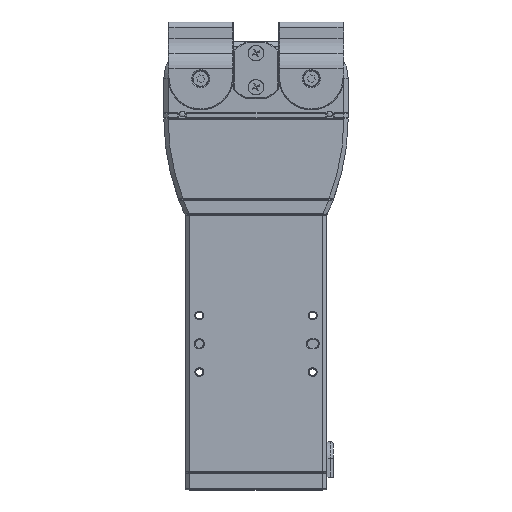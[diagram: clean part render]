
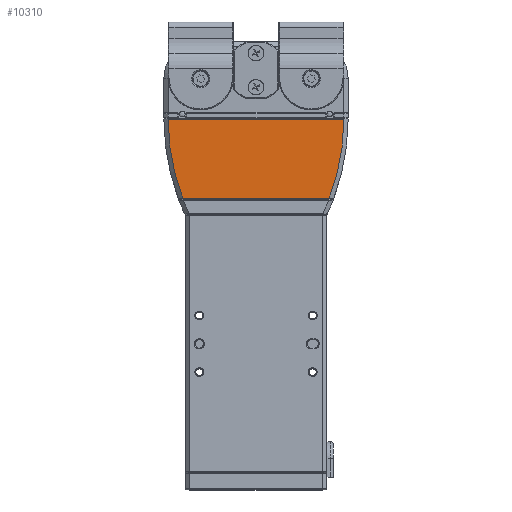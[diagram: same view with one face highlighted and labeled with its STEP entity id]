
A CAD part, top view. The second image highlights one B-rep face of the part: STEP entity #10310.
In plain terms, the highlighted face is planar.
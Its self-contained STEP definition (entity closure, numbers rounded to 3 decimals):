
#20 = EDGE_CURVE ( 'NONE', #30954, #1120, #22699, .T. ) ;
#968 = CARTESIAN_POINT ( 'NONE',  ( -30.998, -17., 33.7 ) ) ;
#1120 = VERTEX_POINT ( 'NONE', #26822 ) ;
#2123 = ORIENTED_EDGE ( 'NONE', *, *, #36324, .T. ) ;
#2691 = DIRECTION ( 'NONE',  ( 0., -1., 0. ) ) ;
#3223 = ORIENTED_EDGE ( 'NONE', *, *, #29530, .T. ) ;
#3380 = ORIENTED_EDGE ( 'NONE', *, *, #20, .T. ) ;
#3795 = DIRECTION ( 'NONE',  ( 1., 0., 0. ) ) ;
#3992 = DIRECTION ( 'NONE',  ( 0., 1., 0. ) ) ;
#4132 = VERTEX_POINT ( 'NONE', #11445 ) ;
#4274 = CARTESIAN_POINT ( 'NONE',  ( -25.858, -17., 5.906 ) ) ;
#5039 = LINE ( 'NONE', #18954, #29304 ) ;
#5939 = B_SPLINE_CURVE_WITH_KNOTS ( 'NONE', 3,
 ( #12628, #26216, #39426, #9232 ),
 .UNSPECIFIED., .F., .F.,
 ( 4, 4 ),
 ( 0., 1. ),
 .UNSPECIFIED. ) ;
#6612 = EDGE_CURVE ( 'NONE', #39788, #4132, #36005, .T. ) ;
#6645 = CARTESIAN_POINT ( 'NONE',  ( 30.998, -17., 33.7 ) ) ;
#6695 = EDGE_CURVE ( 'NONE', #7147, #30954, #5039, .T. ) ;
#7147 = VERTEX_POINT ( 'NONE', #32461 ) ;
#7445 = FACE_OUTER_BOUND ( 'NONE', #35078, .T. ) ;
#7782 = CARTESIAN_POINT ( 'NONE',  ( 25.755, -17., 5.835 ) ) ;
#9232 = CARTESIAN_POINT ( 'NONE',  ( -25.703, -17., 5.8 ) ) ;
#9264 = ORIENTED_EDGE ( 'NONE', *, *, #34302, .T. ) ;
#10092 = CARTESIAN_POINT ( 'NONE',  ( 30.999, -17., 33.699 ) ) ;
#10310 = ADVANCED_FACE ( 'NONE', ( #7445 ), #21234, .F. ) ;
#11445 = CARTESIAN_POINT ( 'NONE',  ( 25.858, -17., 5.906 ) ) ;
#12628 = CARTESIAN_POINT ( 'NONE',  ( -25.858, -17., 5.906 ) ) ;
#14942 = CARTESIAN_POINT ( 'NONE',  ( -30.999, -17., 33.7 ) ) ;
#15877 = CARTESIAN_POINT ( 'NONE',  ( 48.317, -17., 34. ) ) ;
#16616 = DIRECTION ( 'NONE',  ( 0., 0., 1. ) ) ;
#16785 = B_SPLINE_CURVE_WITH_KNOTS ( 'NONE', 3,
 ( #10092, #23751, #37059, #6645 ),
 .UNSPECIFIED., .F., .F.,
 ( 4, 4 ),
 ( 0., 1. ),
 .UNSPECIFIED. ) ;
#17922 = DIRECTION ( 'NONE',  ( 0., 0., 1. ) ) ;
#18567 = CARTESIAN_POINT ( 'NONE',  ( 30.999, -17., 33.699 ) ) ;
#18909 = EDGE_CURVE ( 'NONE', #1120, #23410, #24025, .T. ) ;
#18954 = CARTESIAN_POINT ( 'NONE',  ( -31., -17., 33.7 ) ) ;
#21066 = LINE ( 'NONE', #34385, #37656 ) ;
#21234 = PLANE ( 'NONE',  #36808 ) ;
#21573 = CARTESIAN_POINT ( 'NONE',  ( 25.806, -17., 5.871 ) ) ;
#22699 = B_SPLINE_CURVE_WITH_KNOTS ( 'NONE', 3,
 ( #968, #14942, #28491, #41691 ),
 .UNSPECIFIED., .F., .F.,
 ( 4, 4 ),
 ( 0., 1. ),
 .UNSPECIFIED. ) ;
#23410 = VERTEX_POINT ( 'NONE', #4274 ) ;
#23751 = CARTESIAN_POINT ( 'NONE',  ( 30.999, -17., 33.699 ) ) ;
#23794 = CARTESIAN_POINT ( 'NONE',  ( -30.998, -17., 33.7 ) ) ;
#23999 = AXIS2_PLACEMENT_3D ( 'NONE', #15877, #29369, #42564 ) ;
#24025 = CIRCLE ( 'NONE', #23999, 79.317 ) ;
#24329 = AXIS2_PLACEMENT_3D ( 'NONE', #33347, #2691, #16616 ) ;
#26216 = CARTESIAN_POINT ( 'NONE',  ( -25.806, -17., 5.871 ) ) ;
#26822 = CARTESIAN_POINT ( 'NONE',  ( -30.999, -17., 33.699 ) ) ;
#27402 = ORIENTED_EDGE ( 'NONE', *, *, #6695, .T. ) ;
#27607 = EDGE_CURVE ( 'NONE', #37207, #39788, #21066, .T. ) ;
#28491 = CARTESIAN_POINT ( 'NONE',  ( -30.999, -17., 33.699 ) ) ;
#29251 = CIRCLE ( 'NONE', #24329, 79.317 ) ;
#29304 = VECTOR ( 'NONE', #32300, 1000. ) ;
#29369 = DIRECTION ( 'NONE',  ( 0., -1., 0. ) ) ;
#29530 = EDGE_CURVE ( 'NONE', #23410, #37207, #5939, .T. ) ;
#30352 = CARTESIAN_POINT ( 'NONE',  ( 25.703, -17., 5.8 ) ) ;
#30954 = VERTEX_POINT ( 'NONE', #23794 ) ;
#32300 = DIRECTION ( 'NONE',  ( -1., 0., 0. ) ) ;
#32461 = CARTESIAN_POINT ( 'NONE',  ( 30.998, -17., 33.7 ) ) ;
#33347 = CARTESIAN_POINT ( 'NONE',  ( -48.317, -17., 34. ) ) ;
#34302 = EDGE_CURVE ( 'NONE', #39493, #7147, #16785, .T. ) ;
#34385 = CARTESIAN_POINT ( 'NONE',  ( 25.703, -17., 5.8 ) ) ;
#34562 = CARTESIAN_POINT ( 'NONE',  ( -32.5, -17., 34. ) ) ;
#34883 = CARTESIAN_POINT ( 'NONE',  ( 25.858, -17., 5.906 ) ) ;
#35078 = EDGE_LOOP ( 'NONE', ( #41351, #3223, #35566, #40454, #2123, #9264, #27402, #3380 ) ) ;
#35566 = ORIENTED_EDGE ( 'NONE', *, *, #27607, .T. ) ;
#36005 = B_SPLINE_CURVE_WITH_KNOTS ( 'NONE', 3,
 ( #38079, #7782, #21573, #34883 ),
 .UNSPECIFIED., .F., .F.,
 ( 4, 4 ),
 ( 0., 1. ),
 .UNSPECIFIED. ) ;
#36324 = EDGE_CURVE ( 'NONE', #4132, #39493, #29251, .T. ) ;
#36808 = AXIS2_PLACEMENT_3D ( 'NONE', #34562, #3992, #17922 ) ;
#37059 = CARTESIAN_POINT ( 'NONE',  ( 30.999, -17., 33.7 ) ) ;
#37207 = VERTEX_POINT ( 'NONE', #42260 ) ;
#37656 = VECTOR ( 'NONE', #3795, 1000. ) ;
#38079 = CARTESIAN_POINT ( 'NONE',  ( 25.703, -17., 5.8 ) ) ;
#39426 = CARTESIAN_POINT ( 'NONE',  ( -25.755, -17., 5.835 ) ) ;
#39493 = VERTEX_POINT ( 'NONE', #18567 ) ;
#39788 = VERTEX_POINT ( 'NONE', #30352 ) ;
#40454 = ORIENTED_EDGE ( 'NONE', *, *, #6612, .T. ) ;
#41351 = ORIENTED_EDGE ( 'NONE', *, *, #18909, .T. ) ;
#41691 = CARTESIAN_POINT ( 'NONE',  ( -30.999, -17., 33.699 ) ) ;
#42260 = CARTESIAN_POINT ( 'NONE',  ( -25.703, -17., 5.8 ) ) ;
#42564 = DIRECTION ( 'NONE',  ( 0., 0., 1. ) ) ;
